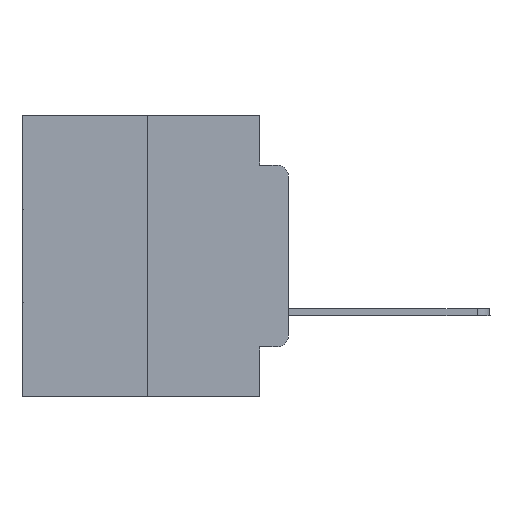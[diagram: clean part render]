
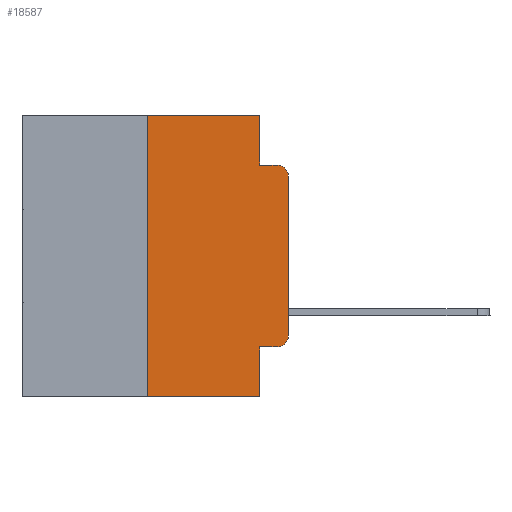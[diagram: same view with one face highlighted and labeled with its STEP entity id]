
A CAD part, left-side view. The second image highlights one B-rep face of the part: STEP entity #18587.
In plain terms, the highlighted planar face has unit normal (-1, 0, 0).
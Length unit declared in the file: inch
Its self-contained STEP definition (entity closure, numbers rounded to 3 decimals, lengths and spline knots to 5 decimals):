
#370 = CARTESIAN_POINT ( 'NONE',  ( 0., 0.473, 0. ) ) ;
#373 = CARTESIAN_POINT ( 'NONE',  ( 0., 0.051, -0.0885 ) ) ;
#476 = ORIENTED_EDGE ( 'NONE', *, *, #5621, .T. ) ;
#2319 = DIRECTION ( 'NONE',  ( -1., 0., 0. ) ) ;
#2593 = CARTESIAN_POINT ( 'NONE',  ( 0., 0.051, 0. ) ) ;
#2699 = ORIENTED_EDGE ( 'NONE', *, *, #25632, .T. ) ;
#2787 = CARTESIAN_POINT ( 'NONE',  ( 0., 0.02, -0.4115 ) ) ;
#3129 = DIRECTION ( 'NONE',  ( 0., 0., -1. ) ) ;
#4426 = DIRECTION ( 'NONE',  ( 0., 0., 1. ) ) ;
#4607 = CARTESIAN_POINT ( 'NONE',  ( 0., 0.25, 0. ) ) ;
#4873 = CARTESIAN_POINT ( 'NONE',  ( 0., 0.051, -0.5 ) ) ;
#5513 = VERTEX_POINT ( 'NONE', #4873 ) ;
#5621 = EDGE_CURVE ( 'NONE', #8431, #5513, #9546, .T. ) ;
#5648 = CARTESIAN_POINT ( 'NONE',  ( 0., 0., -0.3915 ) ) ;
#6209 = CIRCLE ( 'NONE', #26634, 0.02 ) ;
#6230 = VECTOR ( 'NONE', #11558, 39.37008 ) ;
#6246 = ORIENTED_EDGE ( 'NONE', *, *, #14188, .F. ) ;
#6453 = CARTESIAN_POINT ( 'NONE',  ( 0., 0.051, -0.4115 ) ) ;
#6460 = DIRECTION ( 'NONE',  ( 0., -1., 0. ) ) ;
#6625 = CARTESIAN_POINT ( 'NONE',  ( 0., 0.25, -0.5 ) ) ;
#6658 = VECTOR ( 'NONE', #17202, 39.37008 ) ;
#6738 = ORIENTED_EDGE ( 'NONE', *, *, #23911, .T. ) ;
#8190 = DIRECTION ( 'NONE',  ( 0., -1., 0. ) ) ;
#8270 = EDGE_CURVE ( 'NONE', #20293, #8614, #18218, .T. ) ;
#8431 = VERTEX_POINT ( 'NONE', #6625 ) ;
#8602 = DIRECTION ( 'NONE',  ( 0., 0., -1. ) ) ;
#8614 = VERTEX_POINT ( 'NONE', #18681 ) ;
#8789 = DIRECTION ( 'NONE',  ( 0., 0., -1. ) ) ;
#8969 = CARTESIAN_POINT ( 'NONE',  ( 0., 0.051, 0. ) ) ;
#9046 = VECTOR ( 'NONE', #26102, 39.37008 ) ;
#9191 = VERTEX_POINT ( 'NONE', #26842 ) ;
#9546 = LINE ( 'NONE', #21864, #6230 ) ;
#9782 = EDGE_CURVE ( 'NONE', #12184, #12980, #24419, .T. ) ;
#11014 = VERTEX_POINT ( 'NONE', #11808 ) ;
#11512 = CARTESIAN_POINT ( 'NONE',  ( 0., 0.473, 0. ) ) ;
#11558 = DIRECTION ( 'NONE',  ( 0., -1., 0. ) ) ;
#11808 = CARTESIAN_POINT ( 'NONE',  ( 0., 0.02, -0.0885 ) ) ;
#12177 = DIRECTION ( 'NONE',  ( 0., 0., -1. ) ) ;
#12184 = VERTEX_POINT ( 'NONE', #25702 ) ;
#12749 = EDGE_CURVE ( 'NONE', #8431, #12184, #25313, .T. ) ;
#12980 = VERTEX_POINT ( 'NONE', #17806 ) ;
#13025 = FACE_OUTER_BOUND ( 'NONE', #21316, .T. ) ;
#13260 = ORIENTED_EDGE ( 'NONE', *, *, #21932, .F. ) ;
#14188 = EDGE_CURVE ( 'NONE', #12980, #21083, #15035, .T. ) ;
#14489 = CIRCLE ( 'NONE', #22554, 0.02 ) ;
#15035 = LINE ( 'NONE', #2593, #23275 ) ;
#15177 = VECTOR ( 'NONE', #8190, 39.37008 ) ;
#15349 = ORIENTED_EDGE ( 'NONE', *, *, #17768, .F. ) ;
#15374 = VECTOR ( 'NONE', #25774, 39.37008 ) ;
#15492 = CARTESIAN_POINT ( 'NONE',  ( 0., 0.051, -0.0885 ) ) ;
#15735 = DIRECTION ( 'NONE',  ( 1., 0., 0. ) ) ;
#16125 = LINE ( 'NONE', #373, #23695 ) ;
#17202 = DIRECTION ( 'NONE',  ( 0., -1., 0. ) ) ;
#17248 = VERTEX_POINT ( 'NONE', #2787 ) ;
#17252 = AXIS2_PLACEMENT_3D ( 'NONE', #11512, #15735, #3129 ) ;
#17768 = EDGE_CURVE ( 'NONE', #9191, #5513, #22296, .T. ) ;
#17806 = CARTESIAN_POINT ( 'NONE',  ( 0., 0.051, 0. ) ) ;
#18218 = LINE ( 'NONE', #21874, #9046 ) ;
#18587 = ADVANCED_FACE ( 'NONE', ( #13025 ), #20173, .F. ) ;
#18681 = CARTESIAN_POINT ( 'NONE',  ( 0., 0., -0.1085 ) ) ;
#19827 = LINE ( 'NONE', #6453, #15177 ) ;
#20173 = PLANE ( 'NONE',  #17252 ) ;
#20293 = VERTEX_POINT ( 'NONE', #5648 ) ;
#20398 = VECTOR ( 'NONE', #4426, 39.37008 ) ;
#20500 = DIRECTION ( 'NONE',  ( -1., 0., 0. ) ) ;
#20869 = ORIENTED_EDGE ( 'NONE', *, *, #9782, .F. ) ;
#21083 = VERTEX_POINT ( 'NONE', #15492 ) ;
#21316 = EDGE_LOOP ( 'NONE', ( #22460, #22490, #13260, #6246, #20869, #25317, #476, #15349, #6738, #2699 ) ) ;
#21864 = CARTESIAN_POINT ( 'NONE',  ( 0., 0.473, -0.5 ) ) ;
#21874 = CARTESIAN_POINT ( 'NONE',  ( 0., 0., 0. ) ) ;
#21932 = EDGE_CURVE ( 'NONE', #21083, #11014, #16125, .T. ) ;
#22296 = LINE ( 'NONE', #8969, #15374 ) ;
#22460 = ORIENTED_EDGE ( 'NONE', *, *, #8270, .T. ) ;
#22490 = ORIENTED_EDGE ( 'NONE', *, *, #24548, .T. ) ;
#22554 = AXIS2_PLACEMENT_3D ( 'NONE', #25595, #2319, #8602 ) ;
#22776 = CARTESIAN_POINT ( 'NONE',  ( 0., 0.02, -0.3915 ) ) ;
#23275 = VECTOR ( 'NONE', #8789, 39.37008 ) ;
#23695 = VECTOR ( 'NONE', #6460, 39.37008 ) ;
#23911 = EDGE_CURVE ( 'NONE', #9191, #17248, #19827, .T. ) ;
#24419 = LINE ( 'NONE', #370, #6658 ) ;
#24548 = EDGE_CURVE ( 'NONE', #8614, #11014, #14489, .T. ) ;
#25313 = LINE ( 'NONE', #4607, #20398 ) ;
#25317 = ORIENTED_EDGE ( 'NONE', *, *, #12749, .F. ) ;
#25595 = CARTESIAN_POINT ( 'NONE',  ( 0., 0.02, -0.1085 ) ) ;
#25632 = EDGE_CURVE ( 'NONE', #17248, #20293, #6209, .T. ) ;
#25702 = CARTESIAN_POINT ( 'NONE',  ( 0., 0.25, 0. ) ) ;
#25774 = DIRECTION ( 'NONE',  ( 0., 0., -1. ) ) ;
#26102 = DIRECTION ( 'NONE',  ( 0., 0., 1. ) ) ;
#26634 = AXIS2_PLACEMENT_3D ( 'NONE', #22776, #20500, #12177 ) ;
#26842 = CARTESIAN_POINT ( 'NONE',  ( 0., 0.051, -0.4115 ) ) ;
